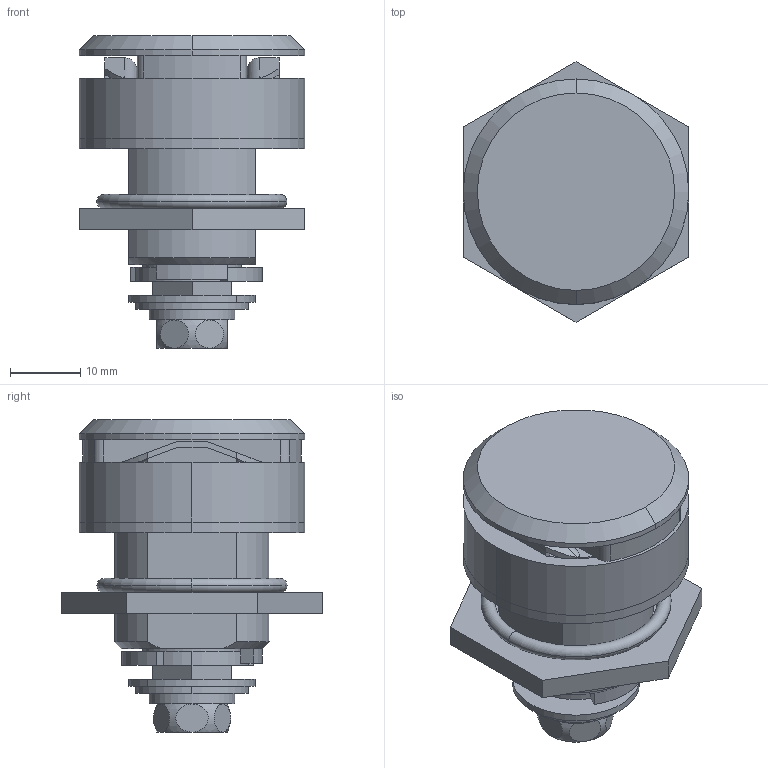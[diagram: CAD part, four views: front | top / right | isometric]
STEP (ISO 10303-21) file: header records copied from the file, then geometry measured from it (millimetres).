
FILE_DESCRIPTION (( 'STEP AP203' ), '1' );
FILE_NAME ('sone3D.STEP', '2013-12-09T07:16:10', ( '' ), ( '' ), 'SwSTEP 2.0', 'SolidWorks 2012', '' );
FILE_SCHEMA (( 'CONFIG_CONTROL_DESIGN' ));
Length unit declared in the file: millimetre
Products named in the file (14): 廫帤寠晅偒榋妏儃儖僩M6_M6亊12; A-1172-3平座金_; A-1172-3板ナット; A-1172-3スペーサー; A-1172-3ストッパー; A-1172-3僑儉僷僢僉儞; クラッチAB; A-1172-3クラッチB; A-1172-3クラッチA; A-1172-3本体; A-1172-3受座金; スプリングワッシャーM6_JIS B 1251 No.2 6; sone3D; A-1172-3儕儞僌儚僢僔儍乕_
Assembly tree (13 placements, depth 3):
  sone3D
    A-1172-3受座金
    A-1172-3本体
    クラッチAB
      A-1172-3クラッチA
      A-1172-3クラッチB
    A-1172-3僑儉僷僢僉儞
    A-1172-3ストッパー
    A-1172-3スペーサー
    A-1172-3板ナット
    A-1172-3平座金_
    廫帤寠晅偒榋妏儃儖僩M6_M6亊12
    スプリングワッシャーM6_JIS B 1251 No.2 6
    A-1172-3儕儞僌儚僢僔儍乕_
Bounding box: 32 x 36.95 x 44.3 mm (x, y, z)
Volume: 18215.4 mm3; surface area: 16138.9 mm2
Topology: 12 solids, 12 shells, 228 faces, 532 edges, 337 vertices
Faces by surface type: plane 131, cylinder 79, torus 10, cone 8
Entity records: 8393 total; most frequent: CARTESIAN_POINT 1640, DIRECTION 1135, ORIENTED_EDGE 1060, EDGE_CURVE 530, AXIS2_PLACEMENT_3D 408, VERTEX_POINT 337, VECTOR 319, LINE 319
